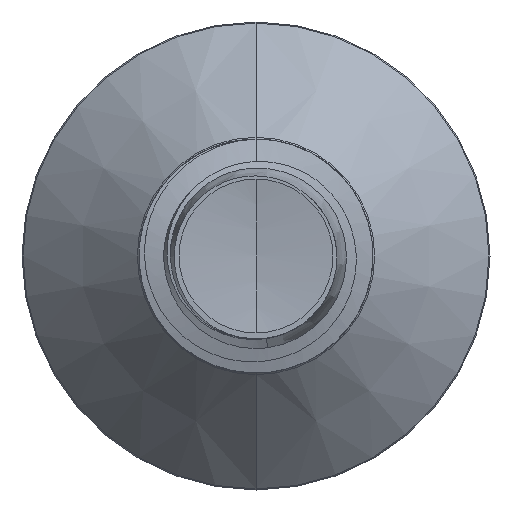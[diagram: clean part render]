
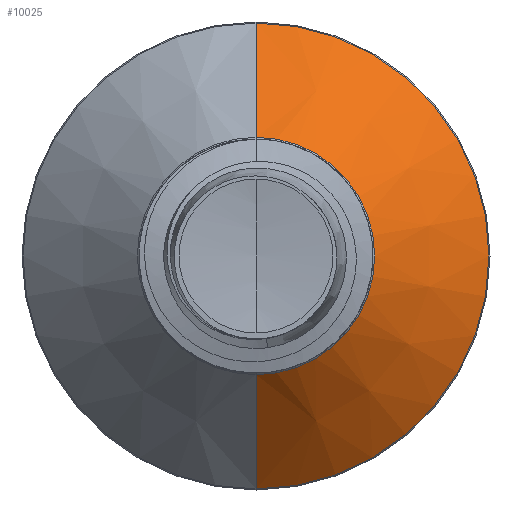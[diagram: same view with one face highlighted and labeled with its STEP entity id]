
A CAD part, front view. The second image highlights one B-rep face of the part: STEP entity #10025.
In plain terms, the highlighted conical face has half-angle 45 degrees and reference radius 3.55 mm.
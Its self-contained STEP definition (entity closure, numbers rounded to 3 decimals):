
#181 = VERTEX_POINT ( 'NONE', #6398 ) ;
#207 = EDGE_CURVE ( 'NONE', #181, #20502, #22733, .T. ) ;
#923 = CARTESIAN_POINT ( 'NONE',  ( 0., 16.569, 6.969 ) ) ;
#1120 = CONICAL_SURFACE ( 'NONE', #3809, 3.55, 0.785 ) ;
#2389 = EDGE_CURVE ( 'NONE', #14071, #15097, #5952, .T. ) ;
#3270 = FACE_OUTER_BOUND ( 'NONE', #23292, .T. ) ;
#3809 = AXIS2_PLACEMENT_3D ( 'NONE', #9655, #18541, #21679 ) ;
#5952 = LINE ( 'NONE', #14188, #22947 ) ;
#6398 = CARTESIAN_POINT ( 'NONE',  ( 0., 13.15, 3.55 ) ) ;
#8802 = DIRECTION ( 'NONE',  ( 0., 1., 0. ) ) ;
#9408 = EDGE_CURVE ( 'NONE', #20502, #15097, #9931, .T. ) ;
#9644 = AXIS2_PLACEMENT_3D ( 'NONE', #19500, #8802, #21038 ) ;
#9655 = CARTESIAN_POINT ( 'NONE',  ( 0., 13.15, 0. ) ) ;
#9931 = CIRCLE ( 'NONE', #9644, 6.969 ) ;
#10025 = ADVANCED_FACE ( 'NONE', ( #3270 ), #1120, .T. ) ;
#10725 = CARTESIAN_POINT ( 'NONE',  ( 0., 13.15, 0. ) ) ;
#10937 = CARTESIAN_POINT ( 'NONE',  ( 0., 13.15, -3.55 ) ) ;
#11501 = DIRECTION ( 'NONE',  ( 0., 0.707, 0.707 ) ) ;
#11535 = CARTESIAN_POINT ( 'NONE',  ( 0., 13.15, 3.55 ) ) ;
#12031 = ORIENTED_EDGE ( 'NONE', *, *, #18896, .T. ) ;
#12672 = DIRECTION ( 'NONE',  ( 0., 0., 1. ) ) ;
#14071 = VERTEX_POINT ( 'NONE', #10937 ) ;
#14159 = DIRECTION ( 'NONE',  ( 0., 0.707, -0.707 ) ) ;
#14188 = CARTESIAN_POINT ( 'NONE',  ( 0., 13.15, -3.55 ) ) ;
#14359 = ORIENTED_EDGE ( 'NONE', *, *, #2389, .T. ) ;
#14752 = VECTOR ( 'NONE', #11501, 1000. ) ;
#14921 = CIRCLE ( 'NONE', #22398, 3.55 ) ;
#15097 = VERTEX_POINT ( 'NONE', #17663 ) ;
#17663 = CARTESIAN_POINT ( 'NONE',  ( 0., 16.569, -6.969 ) ) ;
#18134 = ORIENTED_EDGE ( 'NONE', *, *, #207, .F. ) ;
#18342 = ORIENTED_EDGE ( 'NONE', *, *, #9408, .F. ) ;
#18541 = DIRECTION ( 'NONE',  ( 0., 1., 0. ) ) ;
#18896 = EDGE_CURVE ( 'NONE', #181, #14071, #14921, .T. ) ;
#19500 = CARTESIAN_POINT ( 'NONE',  ( 0., 16.569, 0. ) ) ;
#20502 = VERTEX_POINT ( 'NONE', #923 ) ;
#21038 = DIRECTION ( 'NONE',  ( 0., 0., 1. ) ) ;
#21679 = DIRECTION ( 'NONE',  ( 0., 0., 1. ) ) ;
#22398 = AXIS2_PLACEMENT_3D ( 'NONE', #10725, #22519, #12672 ) ;
#22519 = DIRECTION ( 'NONE',  ( 0., 1., 0. ) ) ;
#22733 = LINE ( 'NONE', #11535, #14752 ) ;
#22947 = VECTOR ( 'NONE', #14159, 1000. ) ;
#23292 = EDGE_LOOP ( 'NONE', ( #12031, #14359, #18342, #18134 ) ) ;
